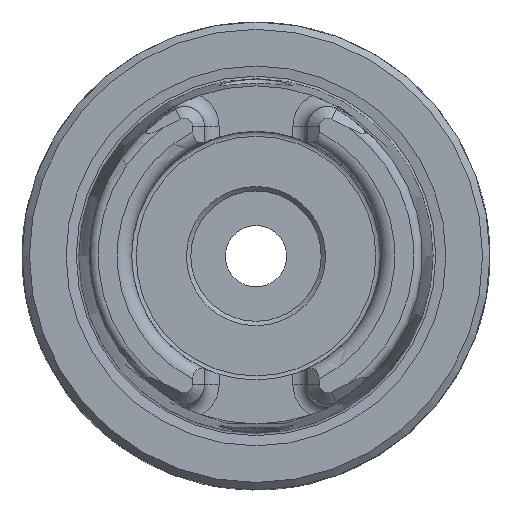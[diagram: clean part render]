
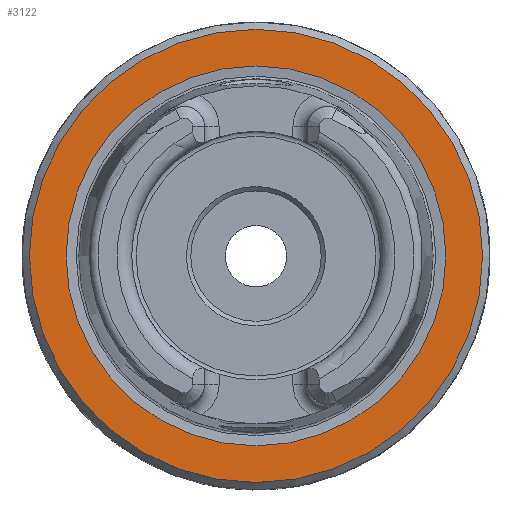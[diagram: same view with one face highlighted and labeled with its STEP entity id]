
A CAD part, top view. The second image highlights one B-rep face of the part: STEP entity #3122.
In plain terms, the highlighted planar face has unit normal (0, 0, 1).
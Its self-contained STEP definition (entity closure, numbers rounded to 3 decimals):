
#351=PLANE('',#3337);
#705=ORIENTED_EDGE('',*,*,#1159,.T.);
#706=ORIENTED_EDGE('',*,*,#1156,.F.);
#1156=EDGE_CURVE('',#1413,#1413,#1587,.T.);
#1159=EDGE_CURVE('',#1416,#1416,#1590,.T.);
#1413=VERTEX_POINT('',#4640);
#1416=VERTEX_POINT('',#4649);
#1587=CIRCLE('',#3332,12.99);
#1590=CIRCLE('',#3338,15.5);
#1749=EDGE_LOOP('',(#705));
#1750=EDGE_LOOP('',(#706));
#1948=FACE_BOUND('',#1749,.T.);
#1949=FACE_BOUND('',#1750,.T.);
#3122=ADVANCED_FACE('',(#1948,#1949),#351,.T.);
#3332=AXIS2_PLACEMENT_3D('',#4639,#3775,#3776);
#3337=AXIS2_PLACEMENT_3D('',#4647,#3785,#3786);
#3338=AXIS2_PLACEMENT_3D('',#4648,#3787,#3788);
#3775=DIRECTION('',(0.,0.,1.));
#3776=DIRECTION('',(1.,0.,0.));
#3785=DIRECTION('',(0.,0.,1.));
#3786=DIRECTION('',(1.,0.,0.));
#3787=DIRECTION('',(0.,0.,1.));
#3788=DIRECTION('',(1.,0.,0.));
#4639=CARTESIAN_POINT('',(0.,0.,0.));
#4640=CARTESIAN_POINT('',(12.99,0.,0.));
#4647=CARTESIAN_POINT('',(12.99,0.,0.));
#4648=CARTESIAN_POINT('',(0.,0.,0.));
#4649=CARTESIAN_POINT('',(15.5,0.,0.));
